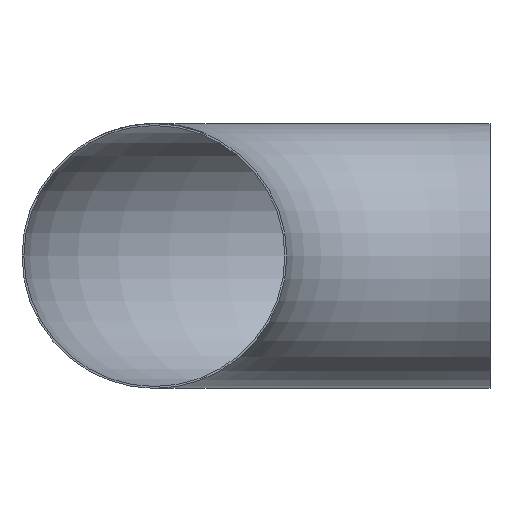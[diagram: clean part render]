
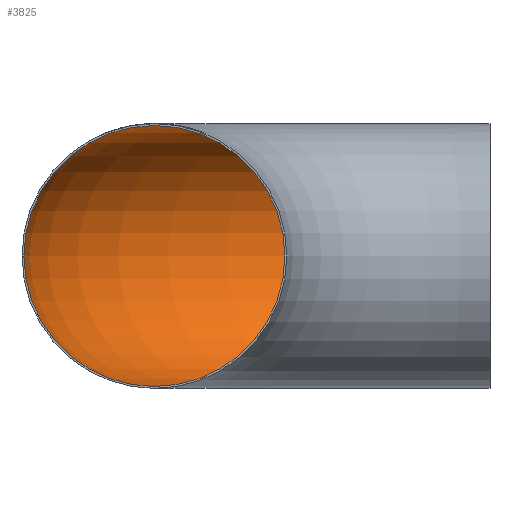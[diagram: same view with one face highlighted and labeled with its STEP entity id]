
A CAD part, front view. The second image highlights one B-rep face of the part: STEP entity #3825.
In plain terms, the highlighted toroidal (fillet/blend) face has major radius 450 mm and minor radius 175 mm.
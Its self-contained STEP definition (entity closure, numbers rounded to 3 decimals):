
#151 = CIRCLE ( 'NONE', #3162, 175. ) ;
#409 = DIRECTION ( 'NONE',  ( 0., 1., 0. ) ) ;
#600 = CARTESIAN_POINT ( 'NONE',  ( -450., 0., 0. ) ) ;
#2550 = ORIENTED_EDGE ( 'NONE', *, *, #25843, .F. ) ;
#3162 = AXIS2_PLACEMENT_3D ( 'NONE', #600, #12393, #29773 ) ;
#3825 = ADVANCED_FACE ( 'NONE', ( #27860, #23273 ), #29178, .F. ) ;
#5110 = VERTEX_POINT ( 'NONE', #14719 ) ;
#5405 = CIRCLE ( 'NONE', #26568, 175. ) ;
#8199 = ORIENTED_EDGE ( 'NONE', *, *, #20253, .T. ) ;
#10930 = EDGE_LOOP ( 'NONE', ( #2550 ) ) ;
#11263 = DIRECTION ( 'NONE',  ( 0., 0., -1. ) ) ;
#12351 = VERTEX_POINT ( 'NONE', #21985 ) ;
#12393 = DIRECTION ( 'NONE',  ( 0., 1., 0. ) ) ;
#14719 = CARTESIAN_POINT ( 'NONE',  ( 0., 625., 0. ) ) ;
#20253 = EDGE_CURVE ( 'NONE', #5110, #5110, #5405, .T. ) ;
#21673 = CARTESIAN_POINT ( 'NONE',  ( 0., 450., 0. ) ) ;
#21985 = CARTESIAN_POINT ( 'NONE',  ( -450., 0., 175. ) ) ;
#22110 = AXIS2_PLACEMENT_3D ( 'NONE', #30393, #11263, #25479 ) ;
#23273 = FACE_OUTER_BOUND ( 'NONE', #10930, .T. ) ;
#24670 = DIRECTION ( 'NONE',  ( 1., 0., 0. ) ) ;
#25479 = DIRECTION ( 'NONE',  ( -1., 0., 0. ) ) ;
#25843 = EDGE_CURVE ( 'NONE', #12351, #12351, #151, .T. ) ;
#26568 = AXIS2_PLACEMENT_3D ( 'NONE', #21673, #24670, #409 ) ;
#27860 = FACE_OUTER_BOUND ( 'NONE', #28419, .T. ) ;
#28419 = EDGE_LOOP ( 'NONE', ( #8199 ) ) ;
#29178 = TOROIDAL_SURFACE ( 'NONE', #22110, 450., 175. ) ;
#29773 = DIRECTION ( 'NONE',  ( 0., 0., 1. ) ) ;
#30393 = CARTESIAN_POINT ( 'NONE',  ( 0., 0., 0. ) ) ;
